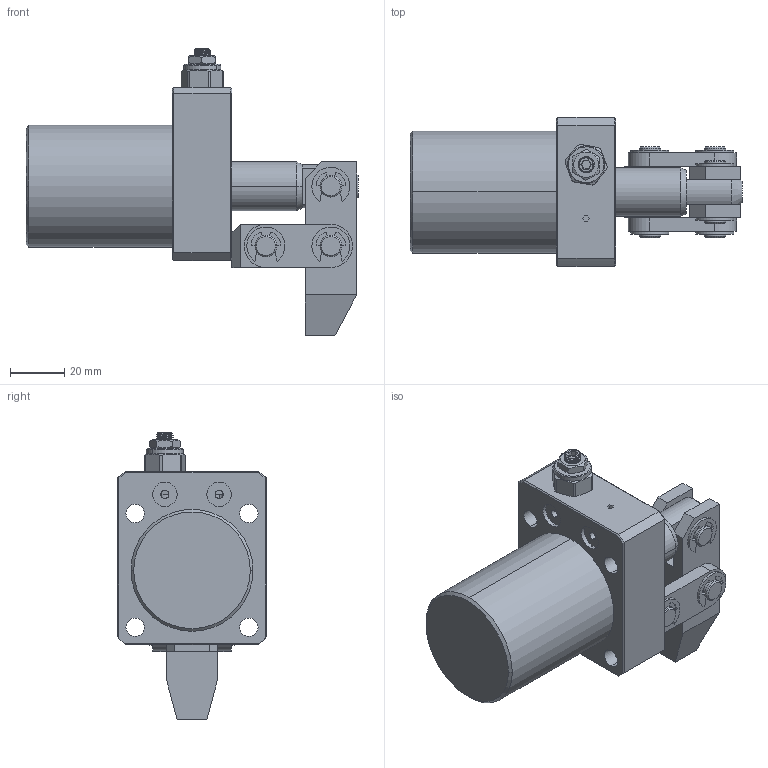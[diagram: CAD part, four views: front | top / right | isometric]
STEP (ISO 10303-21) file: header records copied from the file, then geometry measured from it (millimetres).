
FILE_DESCRIPTION (( 'STEP AP214' ), '1' );
FILE_NAME ('CHLC-FAMT25.STEP', '2019-04-14T05:52:01', ( '' ), ( '' ), 'SwSTEP 2.0', 'SolidWorks 2016', '' );
FILE_SCHEMA (( 'AUTOMOTIVE_DESIGN' ));
Length unit declared in the file: millimetre
Products named in the file (11): CHLC-25KKDC; CHLC-25CX; CHLC-25DX; CHLC-25HSG; CHLC-25LG; CHLC-25ZC; CHLC-FAMT25BT; CHLC-FAMT25_ASM; CHLC-FAMT25; CZL10覃厒概; 揤旋
Assembly tree (17 placements, depth 2):
  CHLC-FAMT25
    CHLC-FAMT25_ASM
    CHLC-FAMT25BT
    CHLC-25ZC
    CHLC-25LG  x2
    CHLC-25HSG
    CHLC-25DX
    CHLC-25CX  x2
    CHLC-25KKDC  x6
    揤旋
    CZL10覃厒概
Bounding box: 122.5 x 55 x 105.8 mm (x, y, z)
Volume: 185642.3 mm3; surface area: 51812.5 mm2
Topology: 19 solids, 20 shells, 653 faces, 1671 edges, 1080 vertices
Faces by surface type: cylinder 282, plane 211, cone 84, bspline 60, torus 16
Entity records: 35025 total; most frequent: CARTESIAN_POINT 16332, ORIENTED_EDGE 2716, DIRECTION 2471, EDGE_CURVE 1360, AXIS2_PLACEMENT_3D 975, VERTEX_POINT 875, EDGE_LOOP 598, UNCERTAINTY_MEASURE_WITH_UNIT 565
